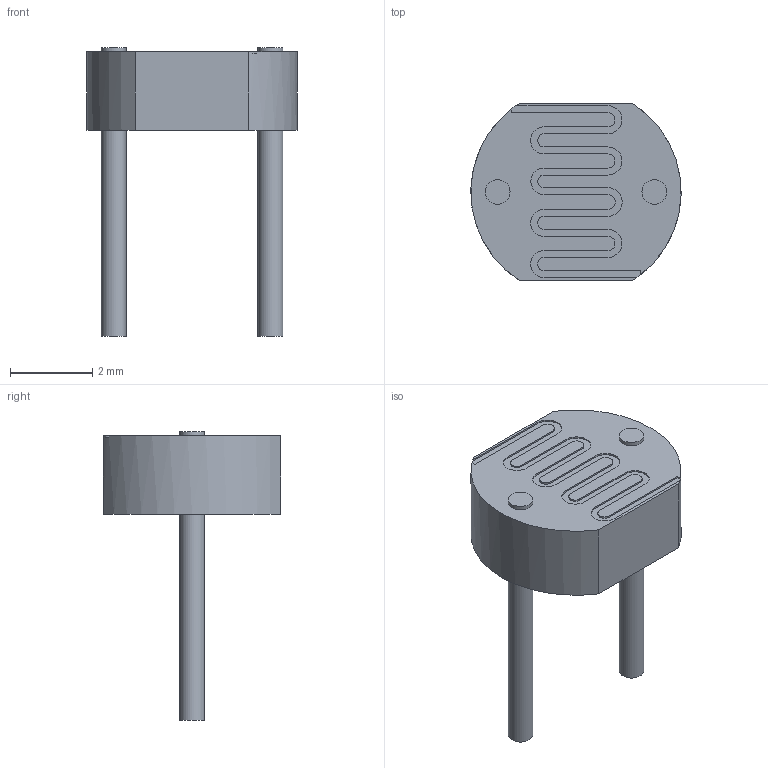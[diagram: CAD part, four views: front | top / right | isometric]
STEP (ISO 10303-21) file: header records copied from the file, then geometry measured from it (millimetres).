
FILE_DESCRIPTION(('FreeCAD Model'),'2;1');
FILE_NAME('Photoresistor.step', '2014-09-28T18:42:13',('FreeCAD'),('FreeCAD'), 'Open CASCADE STEP processor 6.7','FreeCAD','Unknown');
FILE_SCHEMA(('AUTOMOTIVE_DESIGN_CC2 { 1 2 10303 214 -1 1 5 4 }'));
Length unit declared in the file: millimetre
Products named in the file (1): LDR
Bounding box: 5.1 x 4.3 x 7 mm (x, y, z)
Volume: 38.7 mm3; surface area: 88.6 mm2
Topology: 1 solids, 1 shells, 52 faces, 138 edges, 92 vertices
Faces by surface type: plane 30, cylinder 22
Full cylindrical faces by diameter (mm): 0.6 x4
Entity records: 3814 total; most frequent: CARTESIAN_POINT 799, DIRECTION 468, ORIENTED_EDGE 276, PCURVE 276, DEFINITIONAL_REPRESENTATION 276, LINE 246, VECTOR 246, EDGE_CURVE 138
